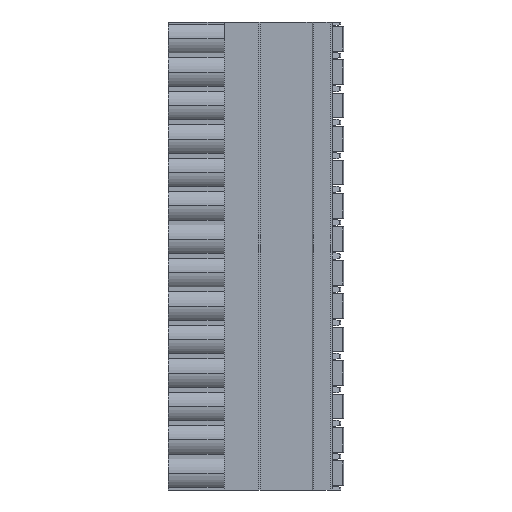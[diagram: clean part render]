
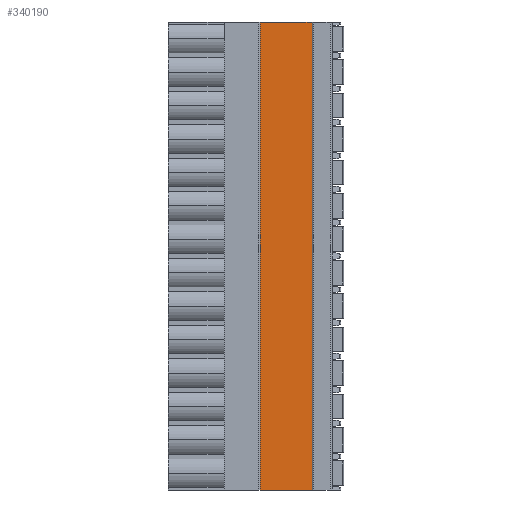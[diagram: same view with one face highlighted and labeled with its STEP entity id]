
A CAD part, front view. The second image highlights one B-rep face of the part: STEP entity #340190.
In plain terms, the highlighted planar face has unit normal (0, -1, 0).
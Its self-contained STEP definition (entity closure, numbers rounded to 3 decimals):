
#23290=CARTESIAN_POINT('',(39.814,12.51,
-1.515));
#23300=VERTEX_POINT('',#23290);
#23330=CARTESIAN_POINT('',(32.497,12.51,
-1.515));
#23340=DIRECTION('',(1.,0.,0.));
#23350=VECTOR('',#23340,1.);
#23360=LINE('',#23330,#23350);
#23370=CARTESIAN_POINT('',(32.064,12.51,
-1.515));
#23380=VERTEX_POINT('',#23370);
#23390=EDGE_CURVE('',#23380,#23300,#23360,.T.);
#339420=CARTESIAN_POINT('',(39.814,12.51,-71.515));
#339430=VERTEX_POINT('',#339420);
#339460=CARTESIAN_POINT('',(39.814,12.51,
-64.276));
#339470=DIRECTION('',(0.,0.,1.));
#339480=VECTOR('',#339470,1.);
#339490=LINE('',#339460,#339480);
#339500=EDGE_CURVE('',#339430,#23300,#339490,.T.);
#339960=CARTESIAN_POINT('',(37.743,12.51,
-51.539));
#339970=DIRECTION('',(0.,-1.,0.));
#339980=DIRECTION('',(1.,0.,0.));
#339990=AXIS2_PLACEMENT_3D('',#339960,#339970,#339980);
#340000=PLANE('',#339990);
#340010=ORIENTED_EDGE('',*,*,#23390,.F.);
#340020=ORIENTED_EDGE('',*,*,#339500,.T.);
#340030=CARTESIAN_POINT('',(32.497,12.51,-71.515));
#340040=DIRECTION('',(-1.,0.,0.));
#340050=VECTOR('',#340040,1.);
#340060=LINE('',#340030,#340050);
#340070=CARTESIAN_POINT('',(32.064,12.51,-71.515));
#340080=VERTEX_POINT('',#340070);
#340090=EDGE_CURVE('',#339430,#340080,#340060,.T.);
#340100=ORIENTED_EDGE('',*,*,#340090,.F.);
#340110=CARTESIAN_POINT('',(32.064,12.51,
-64.276));
#340120=DIRECTION('',(0.,0.,-1.));
#340130=VECTOR('',#340120,1.);
#340140=LINE('',#340110,#340130);
#340150=EDGE_CURVE('',#23380,#340080,#340140,.T.);
#340160=ORIENTED_EDGE('',*,*,#340150,.T.);
#340170=EDGE_LOOP('',(#340160,#340100,#340020,#340010));
#340180=FACE_OUTER_BOUND('',#340170,.T.);
#340190=ADVANCED_FACE('',(#340180),#340000,.T.);
